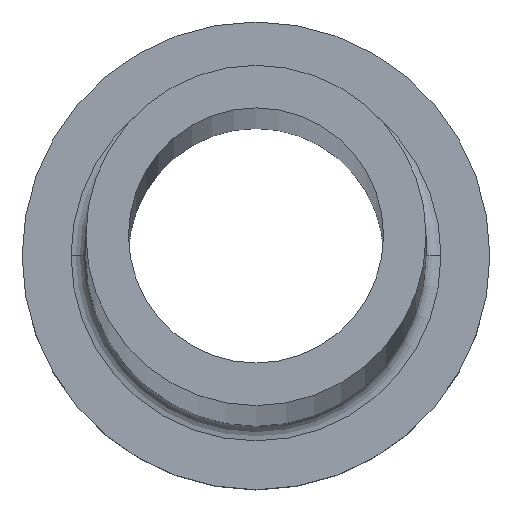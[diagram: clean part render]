
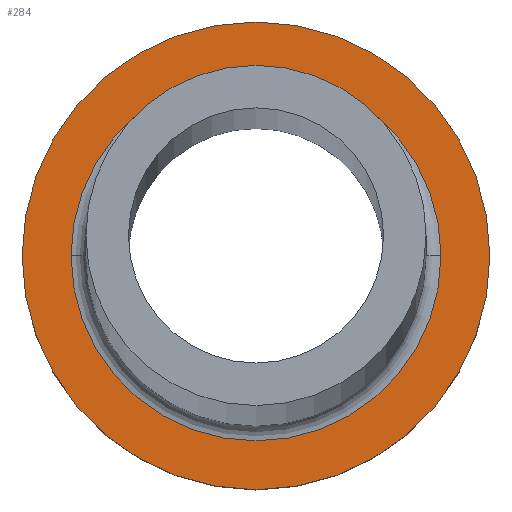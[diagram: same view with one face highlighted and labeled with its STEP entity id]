
A CAD part, top view. The second image highlights one B-rep face of the part: STEP entity #284.
In plain terms, the highlighted planar face has unit normal (0, 0, 1).
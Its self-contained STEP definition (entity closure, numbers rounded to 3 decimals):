
#5 = PLANE ( 'NONE',  #250 ) ;
#10 = CARTESIAN_POINT ( 'NONE',  ( -8.7, 0., 7. ) ) ;
#26 = ORIENTED_EDGE ( 'NONE', *, *, #351, .T. ) ;
#39 = CARTESIAN_POINT ( 'NONE',  ( 0., 0., 7. ) ) ;
#41 = CARTESIAN_POINT ( 'NONE',  ( 0., 0., 7. ) ) ;
#56 = AXIS2_PLACEMENT_3D ( 'NONE', #39, #154, #180 ) ;
#70 = DIRECTION ( 'NONE',  ( 0., 0., 1. ) ) ;
#92 = CARTESIAN_POINT ( 'NONE',  ( 8.7, 0., 7. ) ) ;
#93 = DIRECTION ( 'NONE',  ( 1., 0., 0. ) ) ;
#98 = CARTESIAN_POINT ( 'NONE',  ( 0., 0., 7. ) ) ;
#103 = AXIS2_PLACEMENT_3D ( 'NONE', #98, #280, #245 ) ;
#110 = CARTESIAN_POINT ( 'NONE',  ( 0., 0., 7. ) ) ;
#118 = CARTESIAN_POINT ( 'NONE',  ( -11., 0., 7. ) ) ;
#120 = CARTESIAN_POINT ( 'NONE',  ( 11., 0., 7. ) ) ;
#122 = EDGE_CURVE ( 'NONE', #169, #221, #368, .T. ) ;
#127 = CIRCLE ( 'NONE', #103, 8.7 ) ;
#152 = AXIS2_PLACEMENT_3D ( 'NONE', #110, #175, #379 ) ;
#153 = FACE_BOUND ( 'NONE', #306, .T. ) ;
#154 = DIRECTION ( 'NONE',  ( 0., 0., 1. ) ) ;
#161 = ORIENTED_EDGE ( 'NONE', *, *, #178, .T. ) ;
#167 = AXIS2_PLACEMENT_3D ( 'NONE', #241, #297, #331 ) ;
#169 = VERTEX_POINT ( 'NONE', #10 ) ;
#175 = DIRECTION ( 'NONE',  ( 0., 0., -1. ) ) ;
#178 = EDGE_CURVE ( 'NONE', #252, #285, #296, .T. ) ;
#180 = DIRECTION ( 'NONE',  ( 1., 0., 0. ) ) ;
#213 = FACE_OUTER_BOUND ( 'NONE', #249, .T. ) ;
#221 = VERTEX_POINT ( 'NONE', #92 ) ;
#241 = CARTESIAN_POINT ( 'NONE',  ( 0., 0., 7. ) ) ;
#245 = DIRECTION ( 'NONE',  ( 1., 0., 0. ) ) ;
#249 = EDGE_LOOP ( 'NONE', ( #161, #314 ) ) ;
#250 = AXIS2_PLACEMENT_3D ( 'NONE', #41, #70, #93 ) ;
#252 = VERTEX_POINT ( 'NONE', #118 ) ;
#274 = CIRCLE ( 'NONE', #56, 11. ) ;
#280 = DIRECTION ( 'NONE',  ( 0., 0., -1. ) ) ;
#284 = ADVANCED_FACE ( 'NONE', ( #153, #213 ), #5, .T. ) ;
#285 = VERTEX_POINT ( 'NONE', #120 ) ;
#296 = CIRCLE ( 'NONE', #167, 11. ) ;
#297 = DIRECTION ( 'NONE',  ( 0., 0., 1. ) ) ;
#306 = EDGE_LOOP ( 'NONE', ( #26, #343 ) ) ;
#314 = ORIENTED_EDGE ( 'NONE', *, *, #316, .T. ) ;
#316 = EDGE_CURVE ( 'NONE', #285, #252, #274, .T. ) ;
#331 = DIRECTION ( 'NONE',  ( 1., 0., 0. ) ) ;
#343 = ORIENTED_EDGE ( 'NONE', *, *, #122, .T. ) ;
#351 = EDGE_CURVE ( 'NONE', #221, #169, #127, .T. ) ;
#368 = CIRCLE ( 'NONE', #152, 8.7 ) ;
#379 = DIRECTION ( 'NONE',  ( 1., 0., 0. ) ) ;
